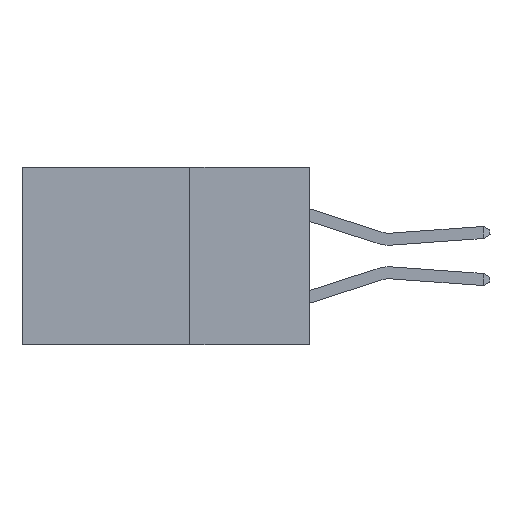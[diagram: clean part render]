
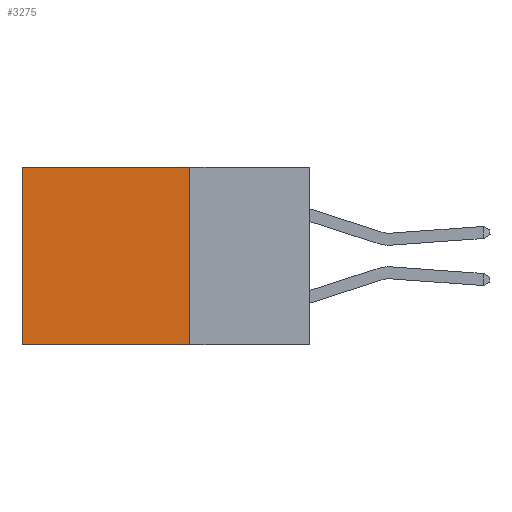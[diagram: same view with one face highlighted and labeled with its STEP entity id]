
A CAD part, left-side view. The second image highlights one B-rep face of the part: STEP entity #3275.
In plain terms, the highlighted planar face has unit normal (-1, 0, 0).
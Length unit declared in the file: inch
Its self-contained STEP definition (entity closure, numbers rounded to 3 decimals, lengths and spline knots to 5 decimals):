
#218 = VECTOR ( 'NONE', #2989, 39.37008 ) ;
#234 = VERTEX_POINT ( 'NONE', #4401 ) ;
#2761 = ORIENTED_EDGE ( 'NONE', *, *, #9096, .T. ) ;
#2950 = VECTOR ( 'NONE', #13132, 39.37008 ) ;
#2989 = DIRECTION ( 'NONE',  ( 0., 0., -1. ) ) ;
#3275 = ADVANCED_FACE ( 'NONE', ( #24788 ), #12855, .F. ) ;
#4401 = CARTESIAN_POINT ( 'NONE',  ( 0.2615, 0.6, -0.37 ) ) ;
#5548 = DIRECTION ( 'NONE',  ( 0., 1., 0. ) ) ;
#5738 = LINE ( 'NONE', #23154, #2950 ) ;
#7167 = EDGE_LOOP ( 'NONE', ( #2761, #10216, #19190, #19945 ) ) ;
#7374 = CARTESIAN_POINT ( 'NONE',  ( 0.2615, 0.25, -0.37 ) ) ;
#8823 = CARTESIAN_POINT ( 'NONE',  ( 0.2615, 0.25, -0.37 ) ) ;
#9096 = EDGE_CURVE ( 'NONE', #15013, #234, #14818, .T. ) ;
#9162 = DIRECTION ( 'NONE',  ( 1., 0., 0. ) ) ;
#10073 = CARTESIAN_POINT ( 'NONE',  ( 0.2615, 0.25, 0. ) ) ;
#10216 = ORIENTED_EDGE ( 'NONE', *, *, #11872, .F. ) ;
#10748 = CARTESIAN_POINT ( 'NONE',  ( 0.2615, 0.6, 0. ) ) ;
#10900 = CARTESIAN_POINT ( 'NONE',  ( 0.2615, 0.6, -0.37 ) ) ;
#11024 = EDGE_CURVE ( 'NONE', #13291, #15013, #11415, .T. ) ;
#11415 = LINE ( 'NONE', #10073, #17427 ) ;
#11872 = EDGE_CURVE ( 'NONE', #24784, #234, #5738, .T. ) ;
#12422 = VECTOR ( 'NONE', #15732, 39.37008 ) ;
#12855 = PLANE ( 'NONE',  #20798 ) ;
#13132 = DIRECTION ( 'NONE',  ( 0., 1., 0. ) ) ;
#13291 = VERTEX_POINT ( 'NONE', #18866 ) ;
#13612 = LINE ( 'NONE', #19542, #12422 ) ;
#14732 = DIRECTION ( 'NONE',  ( 0., 0., -1. ) ) ;
#14818 = LINE ( 'NONE', #10900, #218 ) ;
#15013 = VERTEX_POINT ( 'NONE', #10748 ) ;
#15732 = DIRECTION ( 'NONE',  ( 0., 0., -1. ) ) ;
#17427 = VECTOR ( 'NONE', #5548, 39.37008 ) ;
#18866 = CARTESIAN_POINT ( 'NONE',  ( 0.2615, 0.25, 0. ) ) ;
#19190 = ORIENTED_EDGE ( 'NONE', *, *, #23575, .F. ) ;
#19542 = CARTESIAN_POINT ( 'NONE',  ( 0.2615, 0.25, -0.37 ) ) ;
#19945 = ORIENTED_EDGE ( 'NONE', *, *, #11024, .T. ) ;
#20798 = AXIS2_PLACEMENT_3D ( 'NONE', #7374, #9162, #14732 ) ;
#23154 = CARTESIAN_POINT ( 'NONE',  ( 0.2615, 0.25, -0.37 ) ) ;
#23575 = EDGE_CURVE ( 'NONE', #13291, #24784, #13612, .T. ) ;
#24784 = VERTEX_POINT ( 'NONE', #8823 ) ;
#24788 = FACE_OUTER_BOUND ( 'NONE', #7167, .T. ) ;
